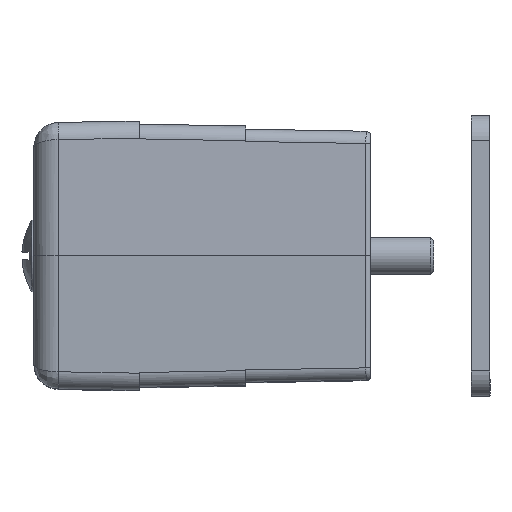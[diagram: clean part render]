
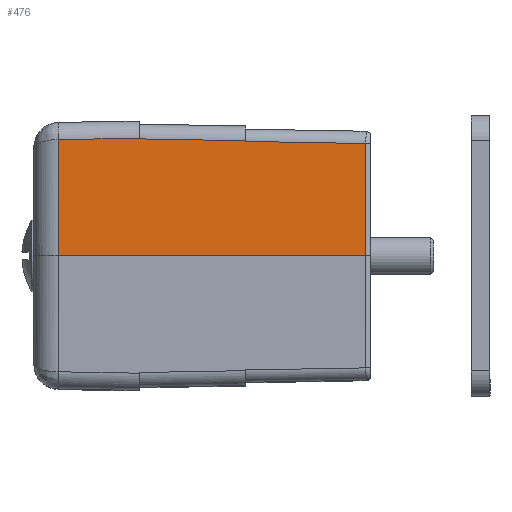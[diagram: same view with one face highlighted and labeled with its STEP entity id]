
A CAD part, top view. The second image highlights one B-rep face of the part: STEP entity #476.
In plain terms, the highlighted planar face has unit normal (0, 0.018, 1).
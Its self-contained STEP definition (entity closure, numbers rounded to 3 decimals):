
#220=PLANE('',#5816);
#476=ADVANCED_FACE('',(#915),#220,.T.);
#915=FACE_OUTER_BOUND('',#1242,.T.);
#1242=EDGE_LOOP('',(#2626,#2627,#2628,#2629,#2630,#2631,#2632,#2633));
#2626=ORIENTED_EDGE('',*,*,#4504,.T.);
#2627=ORIENTED_EDGE('',*,*,#4505,.T.);
#2628=ORIENTED_EDGE('',*,*,#4498,.F.);
#2629=ORIENTED_EDGE('',*,*,#4506,.T.);
#2630=ORIENTED_EDGE('',*,*,#4507,.T.);
#2631=ORIENTED_EDGE('',*,*,#4283,.T.);
#2632=ORIENTED_EDGE('',*,*,#4508,.T.);
#2633=ORIENTED_EDGE('',*,*,#4271,.F.);
#3669=VERTEX_POINT('',#20555);
#3670=VERTEX_POINT('',#20557);
#3679=VERTEX_POINT('',#20579);
#3680=VERTEX_POINT('',#20581);
#3815=VERTEX_POINT('',#21274);
#3816=VERTEX_POINT('',#21275);
#3819=VERTEX_POINT('',#21285);
#3820=VERTEX_POINT('',#21288);
#4271=EDGE_CURVE('',#3669,#3670,#4918,.T.);
#4283=EDGE_CURVE('',#3680,#3679,#4925,.T.);
#4498=EDGE_CURVE('',#3815,#3816,#5045,.T.);
#4504=EDGE_CURVE('',#3669,#3819,#5051,.T.);
#4505=EDGE_CURVE('',#3819,#3816,#5052,.T.);
#4506=EDGE_CURVE('',#3815,#3820,#5053,.T.);
#4507=EDGE_CURVE('',#3820,#3680,#5054,.T.);
#4508=EDGE_CURVE('',#3679,#3670,#5055,.T.);
#4918=LINE('',#20556,#5319);
#4925=LINE('',#20580,#5326);
#5045=LINE('',#21273,#5451);
#5051=LINE('',#21284,#5457);
#5052=LINE('',#21286,#5458);
#5053=LINE('',#21287,#5459);
#5054=LINE('',#21289,#5460);
#5055=LINE('',#21290,#5461);
#5319=VECTOR('',#6308,1.);
#5326=VECTOR('',#6329,1.);
#5451=VECTOR('',#6692,1.);
#5457=VECTOR('',#6700,1.);
#5458=VECTOR('',#6701,1.);
#5459=VECTOR('',#6702,1.);
#5460=VECTOR('',#6703,1.);
#5461=VECTOR('',#6704,1.);
#5816=AXIS2_PLACEMENT_3D('',#21291,#6705,#6706);
#6308=DIRECTION('',(0.,-1.,0.017));
#6329=DIRECTION('',(0.,1.,-0.017));
#6692=DIRECTION('',(-1.,0.,0.));
#6700=DIRECTION('',(-1.,-0.017,0.));
#6701=DIRECTION('',(0.,-1.,0.017));
#6702=DIRECTION('',(0.,1.,-0.017));
#6703=DIRECTION('',(-1.,0.017,0.));
#6704=DIRECTION('',(-1.,0.017,0.));
#6705=DIRECTION('',(0.,0.017,1.));
#6706=DIRECTION('',(0.,1.,-0.017));
#20555=CARTESIAN_POINT('',(9.4,16.074,23.774));
#20556=CARTESIAN_POINT('',(9.4,6.7,23.938));
#20557=CARTESIAN_POINT('',(9.4,16.021,23.775));
#20579=CARTESIAN_POINT('',(17.9,15.872,23.778));
#20580=CARTESIAN_POINT('',(17.9,17.382,23.751));
#20581=CARTESIAN_POINT('',(17.9,15.819,23.778));
#21273=CARTESIAN_POINT('',(27.9,6.7,23.938));
#21274=CARTESIAN_POINT('',(27.5,6.7,23.938));
#21275=CARTESIAN_POINT('',(3.,6.7,23.938));
#21284=CARTESIAN_POINT('',(1.024,15.928,23.777));
#21285=CARTESIAN_POINT('',(3.,15.963,23.776));
#21286=CARTESIAN_POINT('',(3.,6.7,23.938));
#21287=CARTESIAN_POINT('',(27.5,6.7,23.938));
#21288=CARTESIAN_POINT('',(27.5,15.651,23.781));
#21289=CARTESIAN_POINT('',(17.883,15.819,23.778));
#21290=CARTESIAN_POINT('',(9.379,16.021,23.775));
#21291=CARTESIAN_POINT('',(27.9,6.7,23.938));
